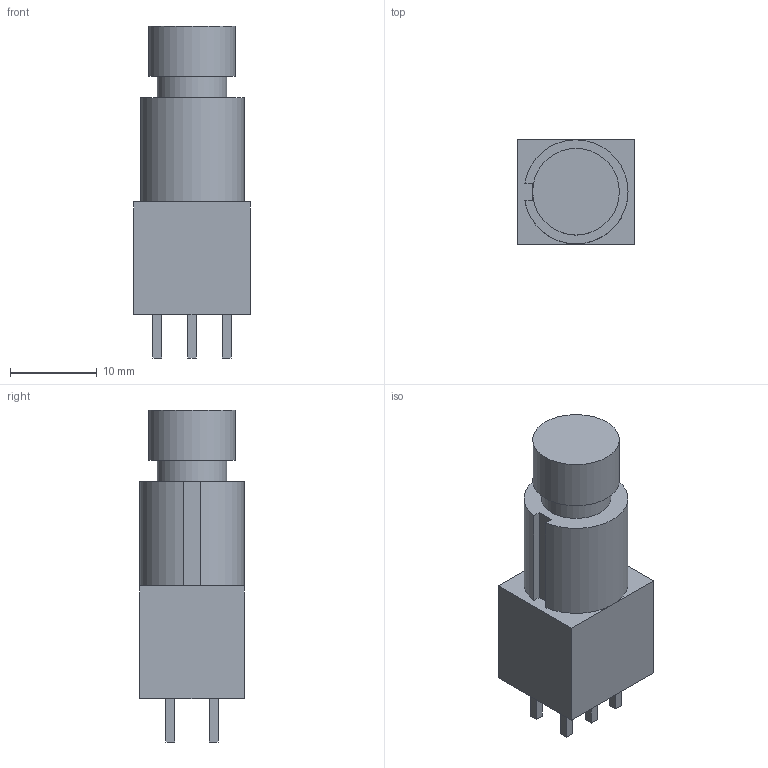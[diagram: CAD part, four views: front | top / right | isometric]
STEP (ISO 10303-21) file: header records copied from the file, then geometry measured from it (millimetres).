
FILE_DESCRIPTION(('FreeCAD Model'),'2;1');
FILE_NAME('Open CASCADE Shape Model','2025-09-25T16:19:11',(''),(''), 'Open CASCADE STEP processor 7.8','FreeCAD','Unknown');
FILE_SCHEMA(('AP242_MANAGED_MODEL_BASED_3D_ENGINEERING_MIM_LF. {1 0 10303 442 1 1 4 }'));
Length unit declared in the file: millimetre
Products named in the file (5): Unnamed; cube; difference; Group; Group001
Assembly tree (4 placements, depth 2):
  Unnamed
    cube
    difference
    Group
    Group001
Bounding box: 13.4 x 12 x 38.3 mm (x, y, z)
Volume: 4041.4 mm3; surface area: 2236.7 mm2
Topology: 9 solids, 9 shells, 53 faces, 104 edges, 70 vertices
Faces by surface type: plane 50, cylinder 3
Full cylindrical faces by diameter (mm): 8 x1, 10 x1
Entity records: 1496 total; most frequent: CARTESIAN_POINT 232, DIRECTION 228, ORIENTED_EDGE 208, EDGE_CURVE 104, LINE 96, VECTOR 96, VERTEX_POINT 70, AXIS2_PLACEMENT_3D 66
